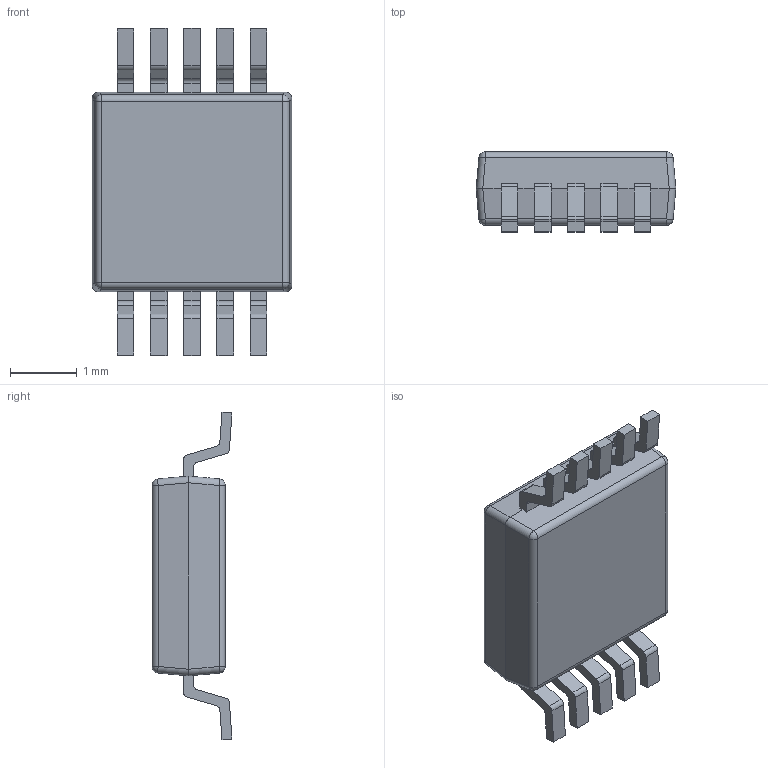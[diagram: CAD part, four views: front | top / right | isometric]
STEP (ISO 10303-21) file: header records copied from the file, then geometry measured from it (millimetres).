
FILE_DESCRIPTION(('FreeCAD Model'),'2;1');
FILE_NAME('MSOP-10.step', '2017-06-30T17:56:33',('kicad StepUp'),('ksu MCAD'), 'Open CASCADE STEP processor 6.8','FreeCAD','Unknown');
FILE_SCHEMA(('AUTOMOTIVE_DESIGN_CC2 { 1 2 10303 214 -1 1 5 4 }'));
Length unit declared in the file: millimetre
Products named in the file (1): MSOP-10
Bounding box: 3 x 1.2 x 4.92 mm (x, y, z)
Volume: 10 mm3; surface area: 39.7 mm2
Topology: 1 solids, 1 shells, 167 faces, 468 edges, 296 vertices
Faces by surface type: plane 101, cylinder 58, sphere 8
Entity records: 6449 total; most frequent: CARTESIAN_POINT 936, ORIENTED_EDGE 920, DIRECTION 900, EDGE_CURVE 460, LINE 348, VECTOR 348, VERTEX_POINT 296, AXIS2_PLACEMENT_3D 276
